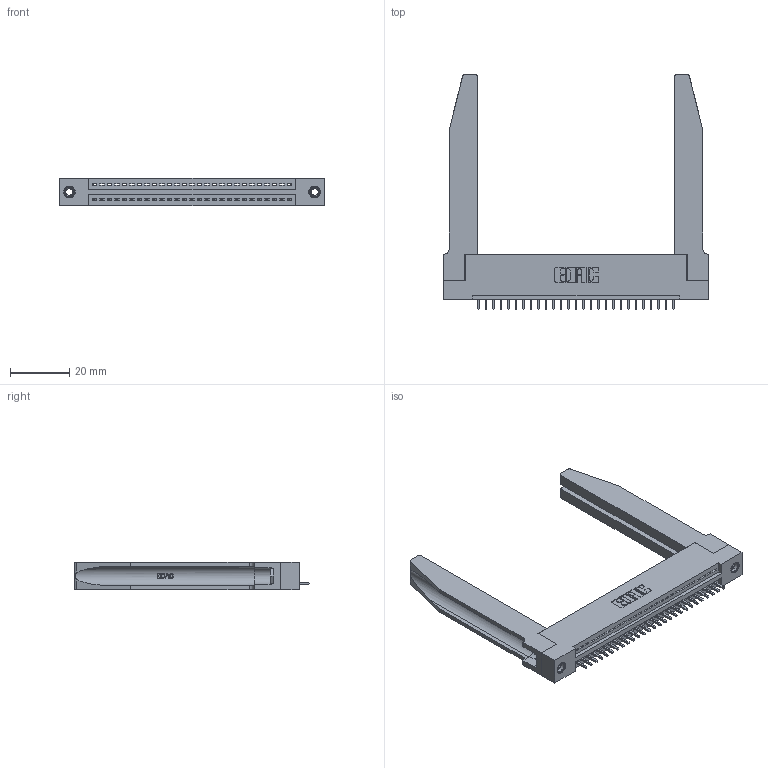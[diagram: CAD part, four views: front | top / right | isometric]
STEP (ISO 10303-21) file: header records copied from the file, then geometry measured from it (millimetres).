
FILE_DESCRIPTION (( 'STEP AP203' ), '1' );
FILE_NAME ('395-027-521-178.STEP', '2019-10-19T01:58:45', ( '' ), ( '' ), 'SwSTEP 2.0', 'SolidWorks 2016', '' );
FILE_SCHEMA (( 'CONFIG_CONTROL_DESIGN' ));
Length unit declared in the file: inch
Products named in the file (5): 345-250-001_345-250-001-102; 345 Part_Flush Mounting Lugs - 0.156 Dia-TH; 345-292-001_345-293-121; 395-027-521-178; 345-220-078_345-220-078
Assembly tree (32 placements, depth 2):
  395-027-521-178
    345 Part_Flush Mounting Lugs - 0.156 Dia-TH
    345-292-001_345-293-121  x27
    345-250-001_345-250-001-102  x2
    345-220-078_345-220-078  x2
Bounding box: 89.81 x 79.68 x 9.4 mm (x, y, z)
Volume: 16101.5 mm3; surface area: 17412.4 mm2
Topology: 32 solids, 32 shells, 1926 faces, 5701 edges, 3754 vertices
Faces by surface type: plane 1302, cylinder 572, bspline 36, cone 12, torus 4
Entity records: 27098 total; most frequent: CARTESIAN_POINT 5592, ORIENTED_EDGE 4450, DIRECTION 3913, EDGE_CURVE 2225, LINE 1891, VECTOR 1891, VERTEX_POINT 1476, AXIS2_PLACEMENT_3D 1011
